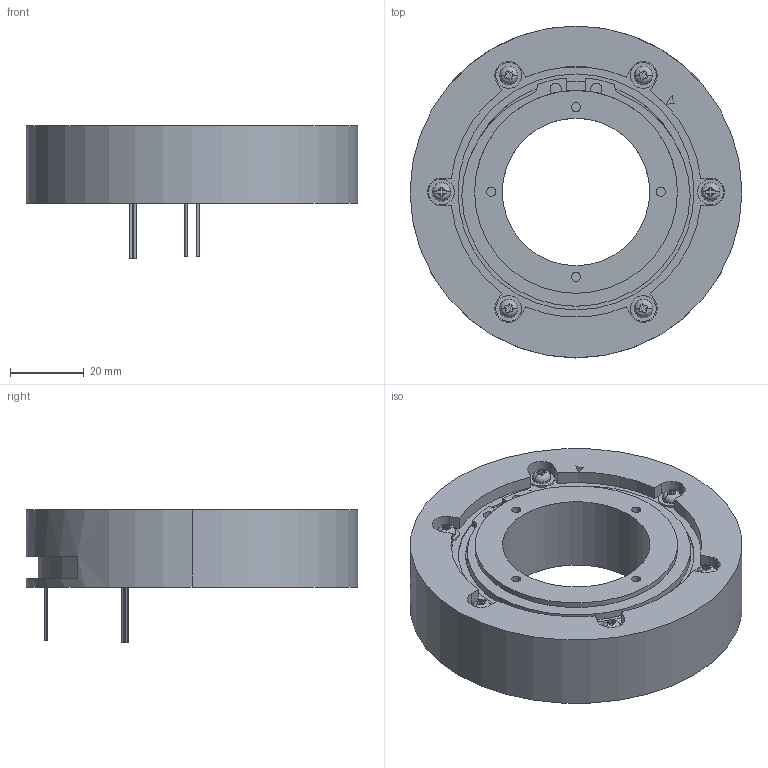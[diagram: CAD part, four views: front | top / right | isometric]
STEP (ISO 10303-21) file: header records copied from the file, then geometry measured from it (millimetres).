
FILE_DESCRIPTION(/* description */ (''),/* implementation_level */ '2;1');
FILE_NAME(/* name */ '',/* time_stamp */ '2020-08-05T15:39:06+08:00',/* author */ (''),/* organization */ (''),/* preprocessor_version */ 'ST-DEVELOPER v15',/* originating_system */ 'SIEMENS PLM Software NX 8.5',/* authorisation */ '');
FILE_SCHEMA (('AUTOMOTIVE_DESIGN { 1 0 10303 214 3 1 1 1 }'));
Length unit declared in the file: millimetre
Products named in the file (1): Admi2CF8D2ADkwmr
Bounding box: 90 x 90 x 36 mm (x, y, z)
Surface area: 22332 mm2 (no closed solid volume)
Topology: 0 solids, 1 shells, 269 faces, 710 edges, 464 vertices
Faces by surface type: plane 155, cylinder 98, bspline 12, cone 4
Entity records: 8676 total; most frequent: CARTESIAN_POINT 1902, DIRECTION 1418, ORIENTED_EDGE 1416, EDGE_CURVE 708, AXIS2_PLACEMENT_3D 528, VERTEX_POINT 468, LINE 362, VECTOR 362
